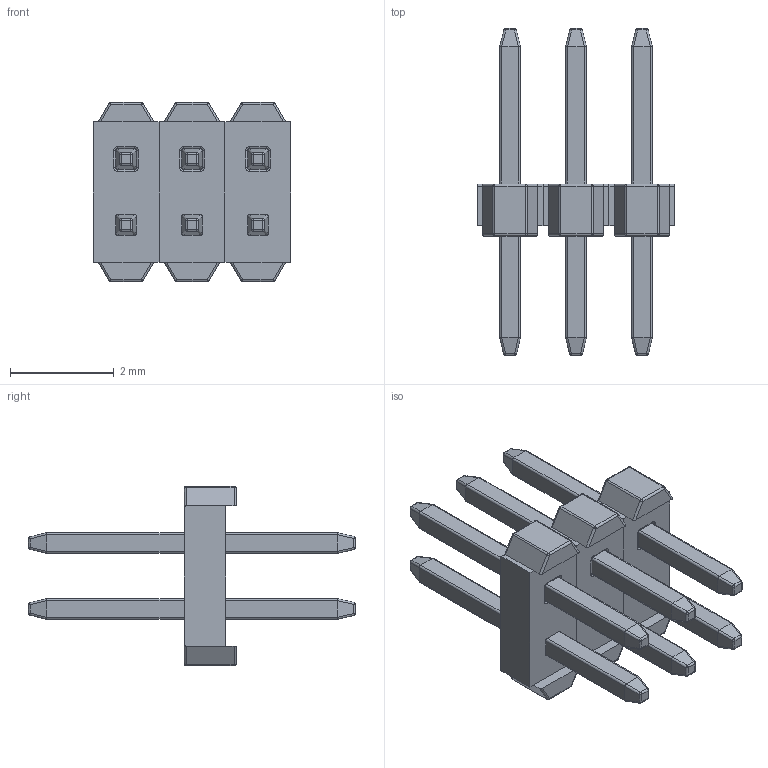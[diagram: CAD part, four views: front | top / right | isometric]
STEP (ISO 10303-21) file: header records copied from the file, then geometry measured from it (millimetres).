
FILE_DESCRIPTION (( 'STEP AP214' ), '1' );
FILE_NAME ('HPH2 A 06 UA.STEP', '2019-04-09T15:31:01', ( '' ), ( '' ), 'SwSTEP 2.0', 'SolidWorks 2014', '' );
FILE_SCHEMA (( 'AUTOMOTIVE_DESIGN' ));
Length unit declared in the file: millimetre
Products named in the file (1): HPH2 A 06 UA
Bounding box: 3.81 x 6.3 x 3.45 mm (x, y, z)
Volume: 15.1 mm3; surface area: 112.6 mm2
Topology: 15 solids, 15 shells, 546 faces, 1332 edges, 744 vertices
Faces by surface type: cylinder 252, plane 198, sphere 72, torus 24
Entity records: 15320 total; most frequent: CARTESIAN_POINT 3055, DIRECTION 2582, ORIENTED_EDGE 2520, EDGE_CURVE 1260, AXIS2_PLACEMENT_3D 943, VERTEX_POINT 744, VECTOR 696, LINE 696
